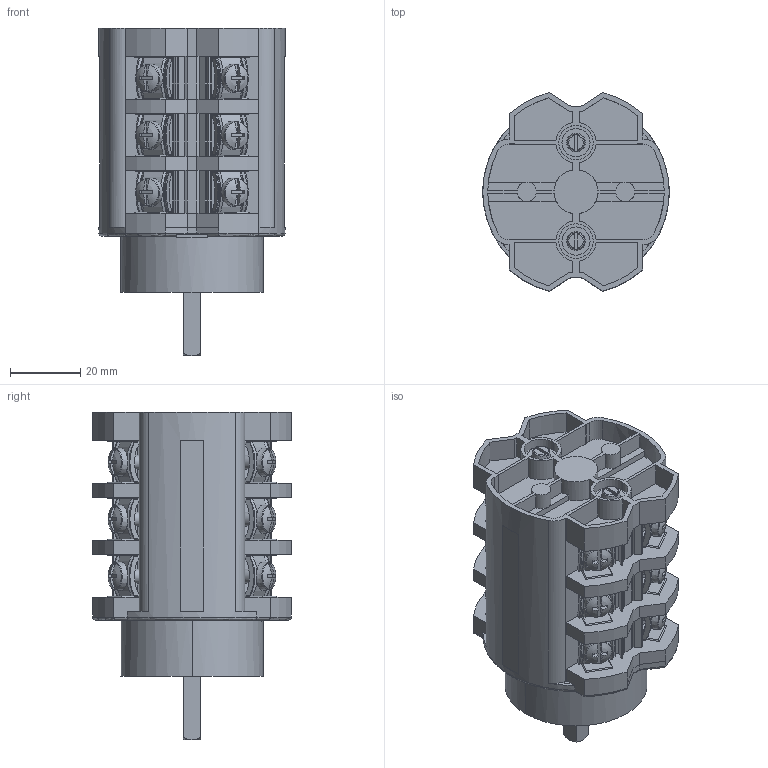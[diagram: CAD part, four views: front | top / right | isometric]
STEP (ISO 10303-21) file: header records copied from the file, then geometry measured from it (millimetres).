
FILE_DESCRIPTION((''),'2;1');
FILE_NAME('CAV2_25_51_3B_P_SW0001','2015-06-04T',('mangiapr'),(''),'PRO/ENGINEER BY PARAMETRIC TECHNOLOGY CORPORATION, 2011080','PRO/ENGINEER BY PARAMETRIC TECHNOLOGY CORPORATION, 2011080','');
FILE_SCHEMA(('CONFIG_CONTROL_DESIGN'));
Length unit declared in the file: millimetre
Products named in the file (1): CAV2_25_51_3B_P_SW0001
Bounding box: 53 x 56.48 x 93.1 mm (x, y, z)
Volume: 123266.1 mm3; surface area: 36388.3 mm2
Topology: 1 solids, 1 shells, 1621 faces, 4404 edges, 2863 vertices
Faces by surface type: plane 853, cylinder 436, cone 158, torus 138, sphere 24, bspline 12
Entity records: 57857 total; most frequent: CARTESIAN_POINT 17573, ORIENTED_EDGE 8804, DIRECTION 7828, EDGE_CURVE 4402, VERTEX_POINT 2863, AXIS2_PLACEMENT_3D 2677, VECTOR 2474, LINE 2474
